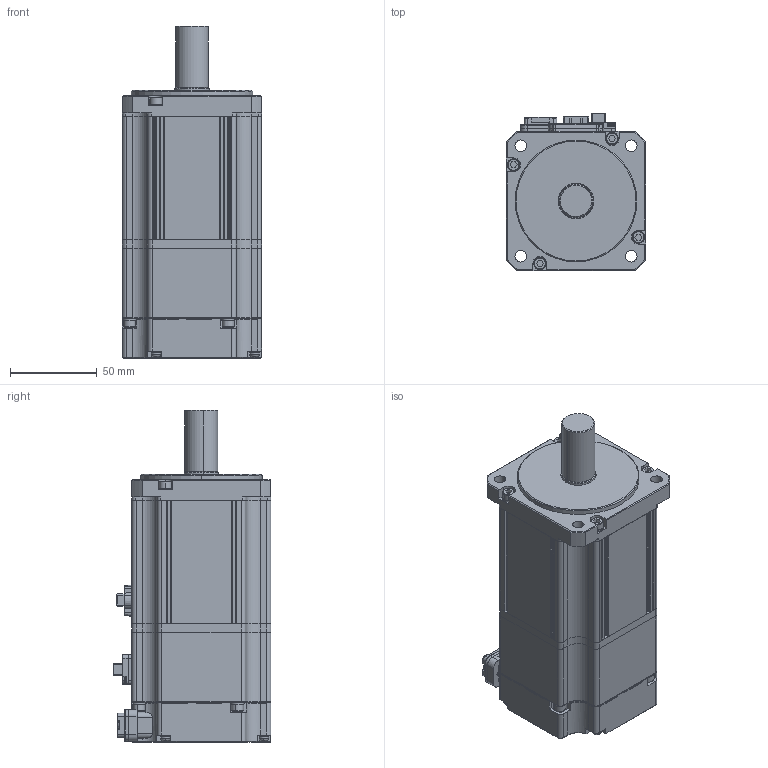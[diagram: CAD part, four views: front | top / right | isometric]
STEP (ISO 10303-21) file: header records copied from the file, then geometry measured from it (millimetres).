
FILE_DESCRIPTION (( 'STEP AP214' ), '1' );
FILE_NAME ('SLM08GA044G02_Out Line(APMC-FCL06AYN2, FCL05DYN2).STEP', '2019-07-26T07:10:10', ( '' ), ( '' ), 'SwSTEP 2.0', 'SolidWorks 2011', '' );
FILE_SCHEMA (( 'AUTOMOTIVE_DESIGN' ));
Length unit declared in the file: millimetre
Products named in the file (1): SLM08GA044G02_Out Line(APMC-FCL06AYN2, FCL05DYN2)
Bounding box: 80 x 90.8 x 191 mm (x, y, z)
Volume: 872324.8 mm3; surface area: 140406.8 mm2
Topology: 49 solids, 49 shells, 2062 faces, 5365 edges, 3492 vertices
Faces by surface type: plane 1304, cylinder 546, bspline 101, cone 87, torus 24
Entity records: 90243 total; most frequent: CARTESIAN_POINT 16368, ORIENTED_EDGE 10726, DIRECTION 10082, EDGE_CURVE 5363, VECTOR 3718, LINE 3718, VERTEX_POINT 3492, AXIS2_PLACEMENT_3D 3182
